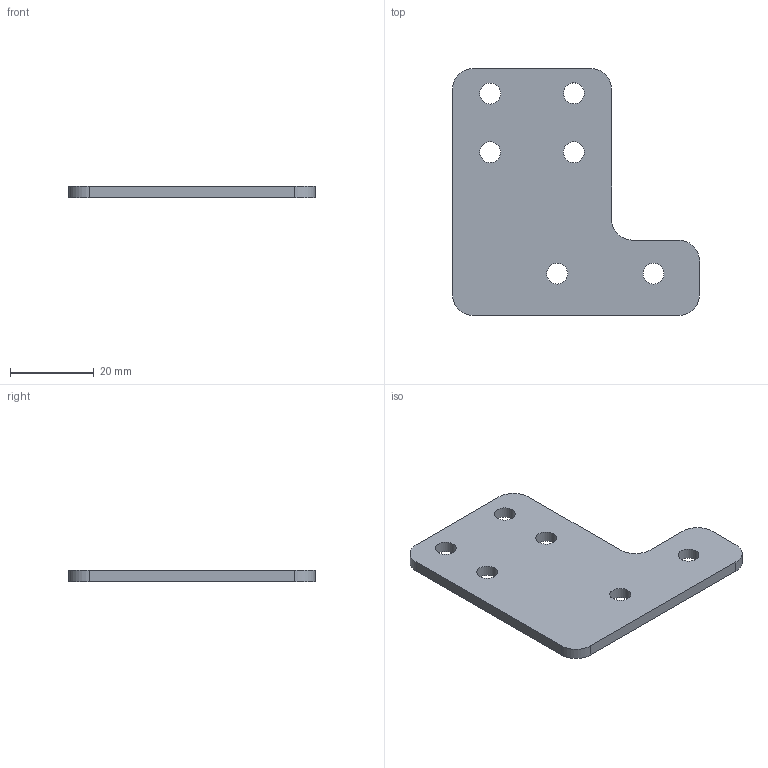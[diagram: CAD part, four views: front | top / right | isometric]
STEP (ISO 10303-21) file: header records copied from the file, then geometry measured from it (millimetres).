
FILE_DESCRIPTION( ( '' ), ' ' );
FILE_NAME( '5d3c3fc946fdae15dbcb873b.step', '2019-07-27T12:12:58', ( '' ), ( '' ), ' ', ' ', ' ' );
FILE_SCHEMA( ( 'AUTOMOTIVE_DESIGN { 1 0 10303 214 1 1 1 1 }' ) );
Length unit declared in the file: metre
Products named in the file (1): Pulley Holder
Bounding box: 59 x 59 x 2.7 mm (x, y, z)
Volume: 6698 mm3; surface area: 5818.4 mm2
Topology: 1 solids, 1 shells, 20 faces, 54 edges, 36 vertices
Faces by surface type: cylinder 12, plane 8
Full cylindrical faces by diameter (mm): 5 x6
Entity records: 812 total; most frequent: DIRECTION 114, CARTESIAN_POINT 105, ORIENTED_EDGE 96, EDGE_CURVE 48, AXIS2_PLACEMENT_3D 45, EDGE_LOOP 38, VERTEX_POINT 36, FACE_OUTER_BOUND 26
